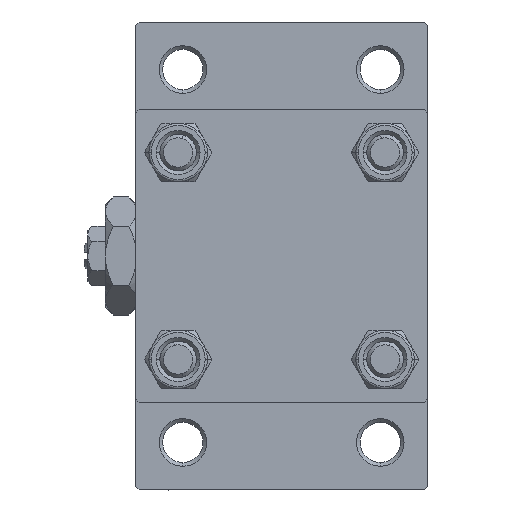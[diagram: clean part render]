
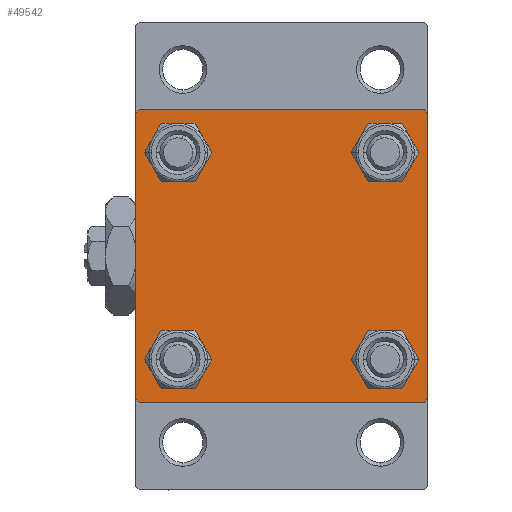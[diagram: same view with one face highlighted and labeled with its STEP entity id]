
A CAD part, left-side view. The second image highlights one B-rep face of the part: STEP entity #49542.
In plain terms, the highlighted planar face has unit normal (-1, 0, 0).
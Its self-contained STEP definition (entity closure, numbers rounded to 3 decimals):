
#65 = CARTESIAN_POINT ( 'NONE',  ( 0., -14.15, -17.15 ) ) ;
#292 = VERTEX_POINT ( 'NONE', #46613 ) ;
#310 = EDGE_LOOP ( 'NONE', ( #35362, #31457 ) ) ;
#879 = CARTESIAN_POINT ( 'NONE',  ( 0., -20., -19.5 ) ) ;
#1078 = ORIENTED_EDGE ( 'NONE', *, *, #44833, .T. ) ;
#1251 = ORIENTED_EDGE ( 'NONE', *, *, #44771, .T. ) ;
#1592 = EDGE_CURVE ( 'NONE', #19621, #5287, #19163, .T. ) ;
#2201 = CIRCLE ( 'NONE', #30193, 3. ) ;
#2694 = VECTOR ( 'NONE', #5760, 1000. ) ;
#2976 = DIRECTION ( 'NONE',  ( 0., 0., 1. ) ) ;
#3078 = CARTESIAN_POINT ( 'NONE',  ( 0., -19.75, -19.75 ) ) ;
#3096 = CARTESIAN_POINT ( 'NONE',  ( 0., 14.15, -17.15 ) ) ;
#3193 = VECTOR ( 'NONE', #44339, 1000. ) ;
#5123 = DIRECTION ( 'NONE',  ( 0., 0., 1. ) ) ;
#5287 = VERTEX_POINT ( 'NONE', #33923 ) ;
#5288 = VERTEX_POINT ( 'NONE', #35572 ) ;
#5473 = CARTESIAN_POINT ( 'NONE',  ( 0., -14.15, 17.15 ) ) ;
#5760 = DIRECTION ( 'NONE',  ( 0., -1., 0. ) ) ;
#5932 = LINE ( 'NONE', #9408, #18980 ) ;
#5940 = EDGE_CURVE ( 'NONE', #5288, #48754, #48093, .T. ) ;
#5956 = LINE ( 'NONE', #39479, #23062 ) ;
#6525 = ORIENTED_EDGE ( 'NONE', *, *, #14071, .T. ) ;
#6914 = CARTESIAN_POINT ( 'NONE',  ( 0., -14.15, -14.15 ) ) ;
#7262 = VERTEX_POINT ( 'NONE', #11728 ) ;
#7605 = VERTEX_POINT ( 'NONE', #9826 ) ;
#8145 = DIRECTION ( 'NONE',  ( 1., 0., 0. ) ) ;
#8516 = CARTESIAN_POINT ( 'NONE',  ( 0., 20., 20. ) ) ;
#8618 = CARTESIAN_POINT ( 'NONE',  ( 0., 14.15, -14.15 ) ) ;
#8720 = EDGE_LOOP ( 'NONE', ( #33121, #30716 ) ) ;
#8730 = VERTEX_POINT ( 'NONE', #38840 ) ;
#9041 = VECTOR ( 'NONE', #32061, 1000. ) ;
#9338 = VERTEX_POINT ( 'NONE', #38488 ) ;
#9408 = CARTESIAN_POINT ( 'NONE',  ( 0., 20., -20. ) ) ;
#9826 = CARTESIAN_POINT ( 'NONE',  ( 0., -19.5, 20. ) ) ;
#10516 = ORIENTED_EDGE ( 'NONE', *, *, #19149, .T. ) ;
#10791 = DIRECTION ( 'NONE',  ( 1., 0., 0. ) ) ;
#10882 = DIRECTION ( 'NONE',  ( 0., -0.707, -0.707 ) ) ;
#10911 = EDGE_LOOP ( 'NONE', ( #1078, #20058, #46845, #10516, #25376, #49393, #17113, #24112 ) ) ;
#11132 = CARTESIAN_POINT ( 'NONE',  ( 0., 19.75, -19.75 ) ) ;
#11647 = VECTOR ( 'NONE', #34621, 1000. ) ;
#11728 = CARTESIAN_POINT ( 'NONE',  ( 0., -14.15, -11.15 ) ) ;
#11748 = VERTEX_POINT ( 'NONE', #13369 ) ;
#12274 = CARTESIAN_POINT ( 'NONE',  ( 0., -19.75, 19.75 ) ) ;
#12468 = DIRECTION ( 'NONE',  ( 0., 0.707, -0.707 ) ) ;
#12914 = EDGE_CURVE ( 'NONE', #11748, #20164, #33046, .T. ) ;
#13159 = VERTEX_POINT ( 'NONE', #65 ) ;
#13369 = CARTESIAN_POINT ( 'NONE',  ( 0., -14.15, 11.15 ) ) ;
#13663 = CARTESIAN_POINT ( 'NONE',  ( 0., 0., 0. ) ) ;
#13665 = EDGE_CURVE ( 'NONE', #47074, #7605, #28285, .T. ) ;
#13758 = CIRCLE ( 'NONE', #48099, 3. ) ;
#14012 = CARTESIAN_POINT ( 'NONE',  ( 0., 14.15, 14.15 ) ) ;
#14071 = EDGE_CURVE ( 'NONE', #13159, #7262, #17084, .T. ) ;
#14502 = DIRECTION ( 'NONE',  ( 1., 0., 0. ) ) ;
#14569 = CARTESIAN_POINT ( 'NONE',  ( 0., 14.15, 14.15 ) ) ;
#16376 = DIRECTION ( 'NONE',  ( 1., 0., 0. ) ) ;
#16948 = VECTOR ( 'NONE', #10882, 1000. ) ;
#17084 = CIRCLE ( 'NONE', #40242, 3. ) ;
#17113 = ORIENTED_EDGE ( 'NONE', *, *, #13665, .F. ) ;
#17404 = FACE_BOUND ( 'NONE', #310, .T. ) ;
#17621 = CARTESIAN_POINT ( 'NONE',  ( 0., 20., -19.5 ) ) ;
#17663 = DIRECTION ( 'NONE',  ( 0., 0., 1. ) ) ;
#17817 = AXIS2_PLACEMENT_3D ( 'NONE', #27177, #26922, #42177 ) ;
#18669 = AXIS2_PLACEMENT_3D ( 'NONE', #14569, #10791, #26076 ) ;
#18847 = VERTEX_POINT ( 'NONE', #33941 ) ;
#18980 = VECTOR ( 'NONE', #21430, 1000. ) ;
#19149 = EDGE_CURVE ( 'NONE', #18847, #48754, #19335, .T. ) ;
#19163 = CIRCLE ( 'NONE', #33549, 3. ) ;
#19335 = LINE ( 'NONE', #3078, #11647 ) ;
#19621 = VERTEX_POINT ( 'NONE', #40019 ) ;
#20058 = ORIENTED_EDGE ( 'NONE', *, *, #41714, .T. ) ;
#20164 = VERTEX_POINT ( 'NONE', #5473 ) ;
#20523 = VECTOR ( 'NONE', #27777, 1000. ) ;
#21172 = EDGE_LOOP ( 'NONE', ( #23750, #6525 ) ) ;
#21230 = DIRECTION ( 'NONE',  ( 0., 0., 1. ) ) ;
#21430 = DIRECTION ( 'NONE',  ( 0., -1., 0. ) ) ;
#22225 = DIRECTION ( 'NONE',  ( 1., 0., 0. ) ) ;
#23062 = VECTOR ( 'NONE', #12468, 1000. ) ;
#23297 = EDGE_CURVE ( 'NONE', #5288, #7605, #46550, .T. ) ;
#23750 = ORIENTED_EDGE ( 'NONE', *, *, #43183, .T. ) ;
#23913 = EDGE_LOOP ( 'NONE', ( #1251, #48562 ) ) ;
#24112 = ORIENTED_EDGE ( 'NONE', *, *, #48440, .T. ) ;
#25376 = ORIENTED_EDGE ( 'NONE', *, *, #5940, .F. ) ;
#25496 = CARTESIAN_POINT ( 'NONE',  ( 0., 14.15, -14.15 ) ) ;
#26076 = DIRECTION ( 'NONE',  ( 0., 0., 1. ) ) ;
#26922 = DIRECTION ( 'NONE',  ( 1., 0., 0. ) ) ;
#27177 = CARTESIAN_POINT ( 'NONE',  ( 0., -14.15, -14.15 ) ) ;
#27777 = DIRECTION ( 'NONE',  ( 0., 0.707, 0.707 ) ) ;
#27903 = EDGE_CURVE ( 'NONE', #36528, #8730, #2201, .T. ) ;
#27904 = CARTESIAN_POINT ( 'NONE',  ( 0., -14.15, 14.15 ) ) ;
#28285 = LINE ( 'NONE', #37035, #2694 ) ;
#28306 = EDGE_CURVE ( 'NONE', #8730, #36528, #46138, .T. ) ;
#28936 = DIRECTION ( 'NONE',  ( -1., 0., 0. ) ) ;
#29098 = CARTESIAN_POINT ( 'NONE',  ( 0., -20., 20. ) ) ;
#29688 = LINE ( 'NONE', #11132, #16948 ) ;
#30193 = AXIS2_PLACEMENT_3D ( 'NONE', #25496, #22225, #48753 ) ;
#30672 = VERTEX_POINT ( 'NONE', #17621 ) ;
#30716 = ORIENTED_EDGE ( 'NONE', *, *, #12914, .T. ) ;
#30985 = AXIS2_PLACEMENT_3D ( 'NONE', #8618, #8145, #5123 ) ;
#31129 = AXIS2_PLACEMENT_3D ( 'NONE', #13663, #28936, #17663 ) ;
#31457 = ORIENTED_EDGE ( 'NONE', *, *, #27903, .T. ) ;
#32061 = DIRECTION ( 'NONE',  ( 0., 0., -1. ) ) ;
#32682 = FACE_BOUND ( 'NONE', #23913, .T. ) ;
#33046 = CIRCLE ( 'NONE', #48203, 3. ) ;
#33121 = ORIENTED_EDGE ( 'NONE', *, *, #38479, .T. ) ;
#33549 = AXIS2_PLACEMENT_3D ( 'NONE', #14012, #14502, #2976 ) ;
#33923 = CARTESIAN_POINT ( 'NONE',  ( 0., 14.15, 17.15 ) ) ;
#33941 = CARTESIAN_POINT ( 'NONE',  ( 0., -19.5, -20. ) ) ;
#34621 = DIRECTION ( 'NONE',  ( 0., -0.707, 0.707 ) ) ;
#35362 = ORIENTED_EDGE ( 'NONE', *, *, #28306, .T. ) ;
#35572 = CARTESIAN_POINT ( 'NONE',  ( 0., -20., 19.5 ) ) ;
#36010 = CARTESIAN_POINT ( 'NONE',  ( 0., -14.15, 14.15 ) ) ;
#36261 = DIRECTION ( 'NONE',  ( 1., 0., 0. ) ) ;
#36528 = VERTEX_POINT ( 'NONE', #3096 ) ;
#37035 = CARTESIAN_POINT ( 'NONE',  ( 0., 20., 20. ) ) ;
#38479 = EDGE_CURVE ( 'NONE', #20164, #11748, #13758, .T. ) ;
#38488 = CARTESIAN_POINT ( 'NONE',  ( 0., 20., 19.5 ) ) ;
#38813 = LINE ( 'NONE', #8516, #9041 ) ;
#38840 = CARTESIAN_POINT ( 'NONE',  ( 0., 14.15, -11.15 ) ) ;
#39375 = CIRCLE ( 'NONE', #17817, 3. ) ;
#39479 = CARTESIAN_POINT ( 'NONE',  ( 0., 19.75, 19.75 ) ) ;
#39646 = DIRECTION ( 'NONE',  ( 0., 0., 1. ) ) ;
#40019 = CARTESIAN_POINT ( 'NONE',  ( 0., 14.15, 11.15 ) ) ;
#40242 = AXIS2_PLACEMENT_3D ( 'NONE', #6914, #40701, #44699 ) ;
#40421 = FACE_BOUND ( 'NONE', #21172, .T. ) ;
#40701 = DIRECTION ( 'NONE',  ( 1., 0., 0. ) ) ;
#41714 = EDGE_CURVE ( 'NONE', #30672, #292, #29688, .T. ) ;
#42177 = DIRECTION ( 'NONE',  ( 0., 0., 1. ) ) ;
#43183 = EDGE_CURVE ( 'NONE', #7262, #13159, #39375, .T. ) ;
#44339 = DIRECTION ( 'NONE',  ( 0., 0., -1. ) ) ;
#44699 = DIRECTION ( 'NONE',  ( 0., 0., 1. ) ) ;
#44771 = EDGE_CURVE ( 'NONE', #5287, #19621, #49018, .T. ) ;
#44833 = EDGE_CURVE ( 'NONE', #9338, #30672, #38813, .T. ) ;
#45183 = CARTESIAN_POINT ( 'NONE',  ( 0., 19.5, 20. ) ) ;
#46138 = CIRCLE ( 'NONE', #30985, 3. ) ;
#46550 = LINE ( 'NONE', #12274, #20523 ) ;
#46613 = CARTESIAN_POINT ( 'NONE',  ( 0., 19.5, -20. ) ) ;
#46845 = ORIENTED_EDGE ( 'NONE', *, *, #46926, .T. ) ;
#46926 = EDGE_CURVE ( 'NONE', #292, #18847, #5932, .T. ) ;
#47074 = VERTEX_POINT ( 'NONE', #45183 ) ;
#47933 = FACE_OUTER_BOUND ( 'NONE', #10911, .T. ) ;
#48093 = LINE ( 'NONE', #29098, #3193 ) ;
#48099 = AXIS2_PLACEMENT_3D ( 'NONE', #36010, #36261, #21230 ) ;
#48177 = PLANE ( 'NONE',  #31129 ) ;
#48203 = AXIS2_PLACEMENT_3D ( 'NONE', #27904, #16376, #39646 ) ;
#48416 = FACE_BOUND ( 'NONE', #8720, .T. ) ;
#48440 = EDGE_CURVE ( 'NONE', #47074, #9338, #5956, .T. ) ;
#48562 = ORIENTED_EDGE ( 'NONE', *, *, #1592, .T. ) ;
#48753 = DIRECTION ( 'NONE',  ( 0., 0., 1. ) ) ;
#48754 = VERTEX_POINT ( 'NONE', #879 ) ;
#49018 = CIRCLE ( 'NONE', #18669, 3. ) ;
#49393 = ORIENTED_EDGE ( 'NONE', *, *, #23297, .T. ) ;
#49542 = ADVANCED_FACE ( 'NONE', ( #48416, #40421, #17404, #32682, #47933 ), #48177, .T. ) ;
